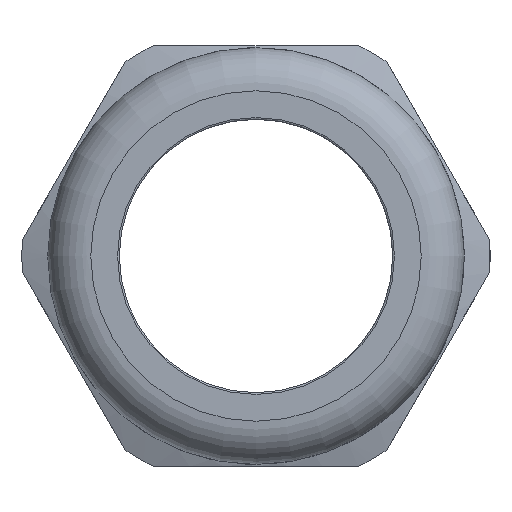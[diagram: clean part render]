
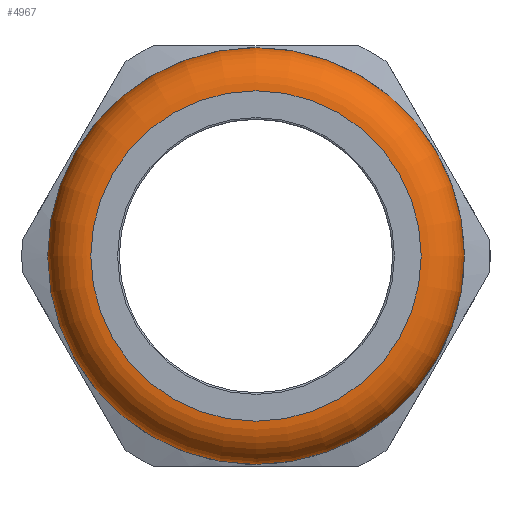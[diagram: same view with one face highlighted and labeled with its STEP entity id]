
A CAD part, left-side view. The second image highlights one B-rep face of the part: STEP entity #4967.
In plain terms, the highlighted toroidal (fillet/blend) face has major radius 19.625 mm and minor radius 5.11 mm.
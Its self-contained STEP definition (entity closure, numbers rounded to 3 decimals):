
#72=TOROIDAL_SURFACE('',#5332,19.625,5.11);
#1112=FACE_BOUND('',#1491,.T.);
#1181=FACE_OUTER_BOUND('',#1490,.T.);
#1490=EDGE_LOOP('',(#3525));
#1491=EDGE_LOOP('',(#3526));
#1805=CIRCLE('',#5300,19.625);
#1820=CIRCLE('',#5331,24.735);
#2140=VERTEX_POINT('',#10005);
#2167=VERTEX_POINT('',#10111);
#2662=EDGE_CURVE('',#2140,#2140,#1805,.T.);
#2701=EDGE_CURVE('',#2167,#2167,#1820,.T.);
#3525=ORIENTED_EDGE('',*,*,#2701,.T.);
#3526=ORIENTED_EDGE('',*,*,#2662,.F.);
#4967=ADVANCED_FACE('',(#1181,#1112),#72,.T.);
#5300=AXIS2_PLACEMENT_3D('',#10006,#5960,#5961);
#5331=AXIS2_PLACEMENT_3D('',#10112,#6034,#6035);
#5332=AXIS2_PLACEMENT_3D('',#10113,#6036,#6037);
#5960=DIRECTION('center_axis',(-1.,0.,0.));
#5961=DIRECTION('ref_axis',(0.,0.,1.));
#6034=DIRECTION('center_axis',(-1.,0.,0.));
#6035=DIRECTION('ref_axis',(0.,0.,1.));
#6036=DIRECTION('center_axis',(-1.,0.,0.));
#6037=DIRECTION('ref_axis',(0.,0.,1.));
#10005=CARTESIAN_POINT('',(-31.17,19.625,0.));
#10006=CARTESIAN_POINT('Origin',(-31.17,0.,0.));
#10111=CARTESIAN_POINT('',(-26.06,24.735,0.));
#10112=CARTESIAN_POINT('Origin',(-26.06,0.,0.));
#10113=CARTESIAN_POINT('Origin',(-26.06,0.,0.));
